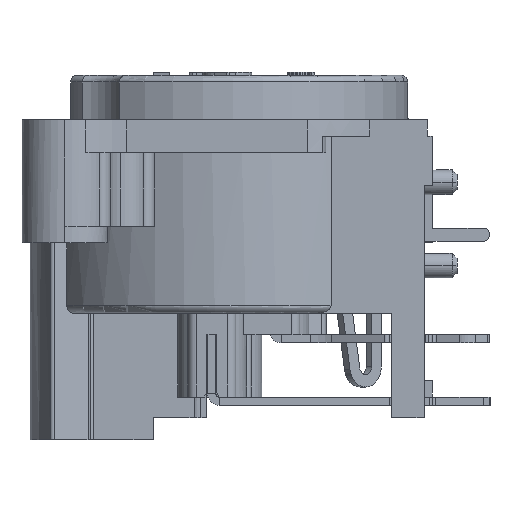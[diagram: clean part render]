
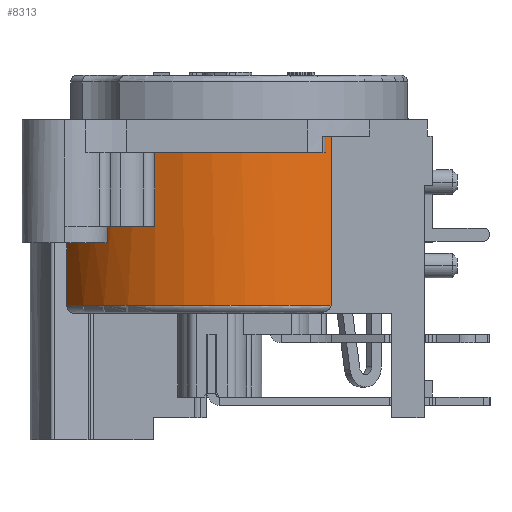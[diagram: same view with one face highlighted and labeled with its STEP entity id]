
A CAD part, left-side view. The second image highlights one B-rep face of the part: STEP entity #8313.
In plain terms, the highlighted cylindrical face has radius 11 mm (diameter 22 mm), a partial arc.
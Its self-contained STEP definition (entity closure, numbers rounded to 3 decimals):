
#1077 = CARTESIAN_POINT ( 'NONE',  ( -9., -6.325, 4.5 ) ) ;
#1148 = VERTEX_POINT ( 'NONE', #23409 ) ;
#1504 = CIRCLE ( 'NONE', #41323, 11. ) ;
#2054 = DIRECTION ( 'NONE',  ( 0., -1., 0. ) ) ;
#2239 = VERTEX_POINT ( 'NONE', #36809 ) ;
#2791 = VERTEX_POINT ( 'NONE', #30003 ) ;
#3206 = CARTESIAN_POINT ( 'NONE',  ( 0., 0., 3.5 ) ) ;
#3211 = ORIENTED_EDGE ( 'NONE', *, *, #11089, .T. ) ;
#3282 = AXIS2_PLACEMENT_3D ( 'NONE', #3206, #33926, #3879 ) ;
#3437 = CARTESIAN_POINT ( 'NONE',  ( 0., 0., 3.5 ) ) ;
#3538 = LINE ( 'NONE', #42033, #8386 ) ;
#3657 = VERTEX_POINT ( 'NONE', #42363 ) ;
#3879 = DIRECTION ( 'NONE',  ( -0.838, -0.545, 0. ) ) ;
#4007 = CIRCLE ( 'NONE', #3282, 11. ) ;
#4085 = CARTESIAN_POINT ( 'NONE',  ( -6.06, 9.18, -1. ) ) ;
#4299 = ORIENTED_EDGE ( 'NONE', *, *, #29825, .F. ) ;
#4447 = CARTESIAN_POINT ( 'NONE',  ( -9.22, -6., 4.5 ) ) ;
#4735 = VERTEX_POINT ( 'NONE', #7614 ) ;
#4898 = DIRECTION ( 'NONE',  ( -0.916, 0.402, 0. ) ) ;
#5693 = VECTOR ( 'NONE', #34388, 1000. ) ;
#7030 = VECTOR ( 'NONE', #22516, 1000. ) ;
#7614 = CARTESIAN_POINT ( 'NONE',  ( -10.073, 4.42, 3.5 ) ) ;
#8092 = DIRECTION ( 'NONE',  ( 0., 0., -1. ) ) ;
#8313 = ADVANCED_FACE ( 'NONE', ( #28808 ), #12108, .T. ) ;
#8319 = DIRECTION ( 'NONE',  ( 0., 0., -1. ) ) ;
#8386 = VECTOR ( 'NONE', #18047, 1000. ) ;
#8947 = CARTESIAN_POINT ( 'NONE',  ( -6.06, 9.18, 3.5 ) ) ;
#9888 = AXIS2_PLACEMENT_3D ( 'NONE', #3437, #8092, #38344 ) ;
#9958 = CIRCLE ( 'NONE', #36236, 11. ) ;
#10840 = CARTESIAN_POINT ( 'NONE',  ( -10.073, 4.42, -1. ) ) ;
#11089 = EDGE_CURVE ( 'NONE', #1148, #20787, #1504, .T. ) ;
#11143 = ORIENTED_EDGE ( 'NONE', *, *, #16327, .F. ) ;
#12064 = CIRCLE ( 'NONE', #9888, 11. ) ;
#12108 = CYLINDRICAL_SURFACE ( 'NONE', #41194, 11. ) ;
#12805 = VERTEX_POINT ( 'NONE', #34623 ) ;
#12809 = CARTESIAN_POINT ( 'NONE',  ( -5.056, 9.769, -5.8 ) ) ;
#15059 = CARTESIAN_POINT ( 'NONE',  ( 0., 0., 4.5 ) ) ;
#15331 = EDGE_CURVE ( 'NONE', #2791, #24928, #41634, .T. ) ;
#16327 = EDGE_CURVE ( 'NONE', #3657, #2791, #18223, .T. ) ;
#17295 = LINE ( 'NONE', #10840, #5693 ) ;
#17679 = LINE ( 'NONE', #31225, #40039 ) ;
#18047 = DIRECTION ( 'NONE',  ( 0., 0., -1. ) ) ;
#18223 = LINE ( 'NONE', #1077, #43092 ) ;
#18574 = VERTEX_POINT ( 'NONE', #36248 ) ;
#19553 = ORIENTED_EDGE ( 'NONE', *, *, #29983, .F. ) ;
#19951 = ORIENTED_EDGE ( 'NONE', *, *, #26863, .T. ) ;
#20787 = VERTEX_POINT ( 'NONE', #4085 ) ;
#21639 = ORIENTED_EDGE ( 'NONE', *, *, #22422, .F. ) ;
#21752 = CARTESIAN_POINT ( 'NONE',  ( 0., 0., -5.8 ) ) ;
#22288 = ORIENTED_EDGE ( 'NONE', *, *, #25984, .T. ) ;
#22333 = CARTESIAN_POINT ( 'NONE',  ( 0., 0., -13.692 ) ) ;
#22422 = EDGE_CURVE ( 'NONE', #18574, #20787, #39420, .T. ) ;
#22516 = DIRECTION ( 'NONE',  ( 0., 0., -1. ) ) ;
#23409 = CARTESIAN_POINT ( 'NONE',  ( -10.073, 4.42, -1. ) ) ;
#24739 = DIRECTION ( 'NONE',  ( 0., 0., -1. ) ) ;
#24928 = VERTEX_POINT ( 'NONE', #12809 ) ;
#25183 = CARTESIAN_POINT ( 'NONE',  ( 0., 0., -1. ) ) ;
#25984 = EDGE_CURVE ( 'NONE', #2239, #4735, #4007, .T. ) ;
#26863 = EDGE_CURVE ( 'NONE', #28176, #2239, #3538, .T. ) ;
#28117 = ORIENTED_EDGE ( 'NONE', *, *, #36390, .T. ) ;
#28176 = VERTEX_POINT ( 'NONE', #4447 ) ;
#28399 = DIRECTION ( 'NONE',  ( 0., 0., 1. ) ) ;
#28808 = FACE_OUTER_BOUND ( 'NONE', #34378, .T. ) ;
#29659 = DIRECTION ( 'NONE',  ( 0., 0., 1. ) ) ;
#29825 = EDGE_CURVE ( 'NONE', #1148, #4735, #17295, .T. ) ;
#29983 = EDGE_CURVE ( 'NONE', #28176, #3657, #9958, .T. ) ;
#30003 = CARTESIAN_POINT ( 'NONE',  ( -9., -6.325, -5.8 ) ) ;
#30106 = ORIENTED_EDGE ( 'NONE', *, *, #15331, .F. ) ;
#30724 = ORIENTED_EDGE ( 'NONE', *, *, #41178, .T. ) ;
#31225 = CARTESIAN_POINT ( 'NONE',  ( -5.056, 9.769, 3.5 ) ) ;
#31984 = DIRECTION ( 'NONE',  ( 0., 0., -1. ) ) ;
#33926 = DIRECTION ( 'NONE',  ( 0., 0., -1. ) ) ;
#34378 = EDGE_LOOP ( 'NONE', ( #19553, #19951, #22288, #4299, #3211, #21639, #28117, #30724, #30106, #11143 ) ) ;
#34388 = DIRECTION ( 'NONE',  ( 0., 0., 1. ) ) ;
#34623 = CARTESIAN_POINT ( 'NONE',  ( -5.056, 9.769, 3.5 ) ) ;
#35314 = DIRECTION ( 'NONE',  ( 0., 0., -1. ) ) ;
#36236 = AXIS2_PLACEMENT_3D ( 'NONE', #15059, #28399, #38395 ) ;
#36248 = CARTESIAN_POINT ( 'NONE',  ( -6.06, 9.18, 3.5 ) ) ;
#36390 = EDGE_CURVE ( 'NONE', #18574, #12805, #12064, .T. ) ;
#36626 = DIRECTION ( 'NONE',  ( -0.818, -0.575, 0. ) ) ;
#36809 = CARTESIAN_POINT ( 'NONE',  ( -9.22, -6., 3.5 ) ) ;
#38344 = DIRECTION ( 'NONE',  ( -0.551, 0.835, 0. ) ) ;
#38395 = DIRECTION ( 'NONE',  ( -0.838, -0.545, 0. ) ) ;
#39420 = LINE ( 'NONE', #8947, #7030 ) ;
#40039 = VECTOR ( 'NONE', #8319, 1000. ) ;
#40223 = AXIS2_PLACEMENT_3D ( 'NONE', #21752, #35314, #36626 ) ;
#41178 = EDGE_CURVE ( 'NONE', #12805, #24928, #17679, .T. ) ;
#41194 = AXIS2_PLACEMENT_3D ( 'NONE', #22333, #29659, #2054 ) ;
#41323 = AXIS2_PLACEMENT_3D ( 'NONE', #25183, #24739, #4898 ) ;
#41634 = CIRCLE ( 'NONE', #40223, 11. ) ;
#42033 = CARTESIAN_POINT ( 'NONE',  ( -9.22, -6., 4.5 ) ) ;
#42363 = CARTESIAN_POINT ( 'NONE',  ( -9., -6.325, 4.5 ) ) ;
#43092 = VECTOR ( 'NONE', #31984, 1000. ) ;
